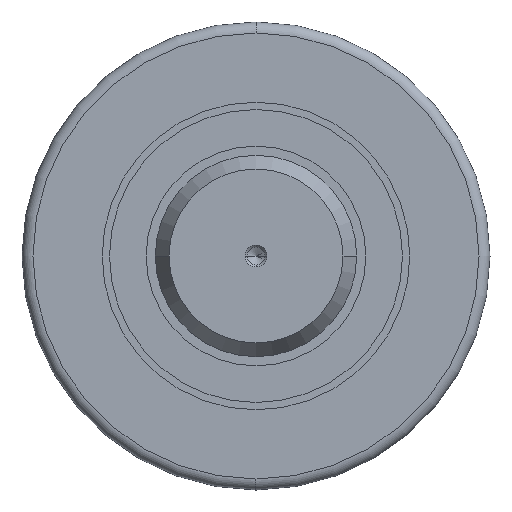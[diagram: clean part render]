
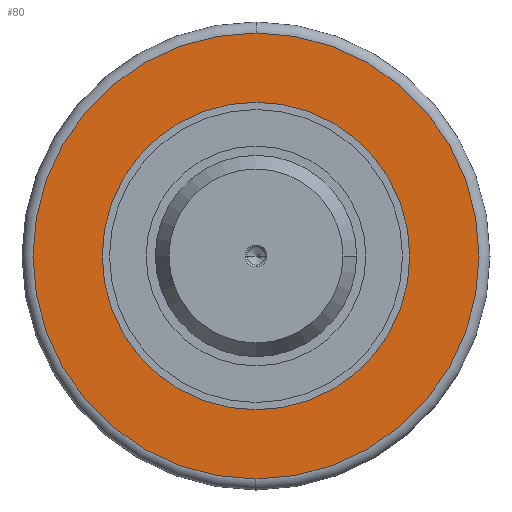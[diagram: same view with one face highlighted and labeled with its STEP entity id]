
A CAD part, left-side view. The second image highlights one B-rep face of the part: STEP entity #80.
In plain terms, the highlighted planar face has unit normal (-1, 0, 0).
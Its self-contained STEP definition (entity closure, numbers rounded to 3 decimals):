
#80=ADVANCED_FACE('',(#180,#181),#182,.T.);
#180=FACE_BOUND('',#302,.T.);
#181=FACE_OUTER_BOUND('',#303,.T.);
#182=PLANE('',#304);
#302=EDGE_LOOP('',(#472,#473));
#303=EDGE_LOOP('',(#474,#475,#476));
#304=AXIS2_PLACEMENT_3D('',#477,#478,#479);
#472=ORIENTED_EDGE('',*,*,#728,.T.);
#473=ORIENTED_EDGE('',*,*,#729,.T.);
#474=ORIENTED_EDGE('',*,*,#730,.T.);
#475=ORIENTED_EDGE('',*,*,#731,.T.);
#476=ORIENTED_EDGE('',*,*,#732,.T.);
#477=CARTESIAN_POINT('',(14.0,30.45,0.));
#478=DIRECTION('',(-1.0,0.,0.));
#479=DIRECTION('',(0.,1.0,0.));
#728=EDGE_CURVE('',#866,#867,#868,.T.);
#729=EDGE_CURVE('',#867,#866,#869,.T.);
#730=EDGE_CURVE('',#870,#871,#872,.T.);
#731=EDGE_CURVE('',#871,#873,#874,.T.);
#732=EDGE_CURVE('',#873,#870,#875,.T.);
#866=VERTEX_POINT('',#1037);
#867=VERTEX_POINT('',#1038);
#868=CIRCLE('',#1039,42.0);
#869=CIRCLE('',#1040,42.0);
#870=VERTEX_POINT('',#1041);
#871=VERTEX_POINT('',#1042);
#872=CIRCLE('',#1043,60.9);
#873=VERTEX_POINT('',#1044);
#874=CIRCLE('',#1045,60.9);
#875=CIRCLE('',#1046,60.9);
#1037=CARTESIAN_POINT('',(14.0,0.,42.0));
#1038=CARTESIAN_POINT('',(14.0,0.,-42.0));
#1039=AXIS2_PLACEMENT_3D('',#1230,#1231,#1232);
#1040=AXIS2_PLACEMENT_3D('',#1233,#1234,#1235);
#1041=CARTESIAN_POINT('',(14.0,60.9,0.));
#1042=CARTESIAN_POINT('',(14.0,0.,-60.9));
#1043=AXIS2_PLACEMENT_3D('',#1236,#1237,#1238);
#1044=CARTESIAN_POINT('',(14.0,0.,60.9));
#1045=AXIS2_PLACEMENT_3D('',#1239,#1240,#1241);
#1046=AXIS2_PLACEMENT_3D('',#1242,#1243,#1244);
#1230=CARTESIAN_POINT('',(14.0,0.0,0.0));
#1231=DIRECTION('',(1.0,0.,0.));
#1232=DIRECTION('',(0.,0.,-1.0));
#1233=CARTESIAN_POINT('',(14.0,0.0,0.0));
#1234=DIRECTION('',(1.0,0.,0.));
#1235=DIRECTION('',(0.,0.,-1.0));
#1236=CARTESIAN_POINT('',(14.0,0.0,0.));
#1237=DIRECTION('',(-1.0,0.0,0.));
#1238=DIRECTION('',(0.0,1.0,0.0));
#1239=CARTESIAN_POINT('',(14.0,0.0,0.));
#1240=DIRECTION('',(-1.0,0.0,0.));
#1241=DIRECTION('',(0.0,1.0,0.0));
#1242=CARTESIAN_POINT('',(14.0,0.0,0.));
#1243=DIRECTION('',(-1.0,0.0,0.));
#1244=DIRECTION('',(0.0,1.0,0.0));
